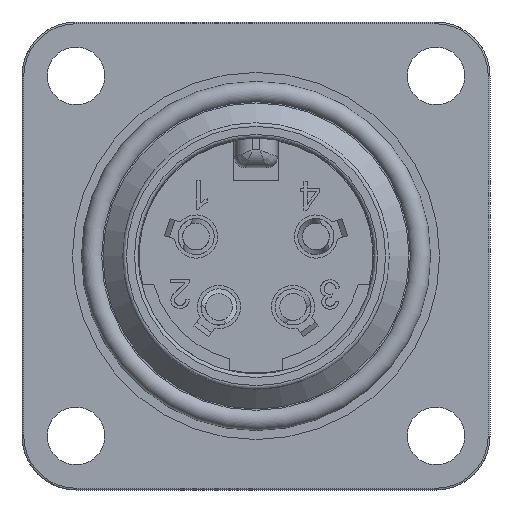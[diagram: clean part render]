
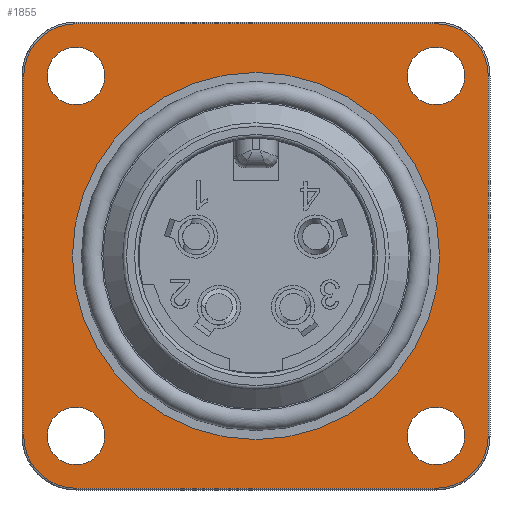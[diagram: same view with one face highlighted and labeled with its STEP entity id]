
A CAD part, left-side view. The second image highlights one B-rep face of the part: STEP entity #1855.
In plain terms, the highlighted planar face has unit normal (-1, 0, 0).
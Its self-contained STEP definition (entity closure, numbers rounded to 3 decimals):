
#1309=LINE('',#6036,#1568);
#1314=LINE('',#6064,#1573);
#1323=LINE('',#6085,#1582);
#1324=LINE('',#6089,#1583);
#1568=VECTOR('',#5127,1.);
#1573=VECTOR('',#5148,1.);
#1582=VECTOR('',#5171,1.);
#1583=VECTOR('',#5176,1.);
#1855=ADVANCED_FACE('',(#2208,#2209,#2210,#2211,#2212,#2213),#2053,.T.);
#2053=PLANE('',#4760);
#2208=FACE_BOUND('',#2375,.T.);
#2209=FACE_BOUND('',#2376,.T.);
#2210=FACE_BOUND('',#2377,.T.);
#2211=FACE_BOUND('',#2378,.T.);
#2212=FACE_BOUND('',#2379,.T.);
#2213=FACE_BOUND('',#2380,.T.);
#2375=EDGE_LOOP('',(#2750));
#2376=EDGE_LOOP('',(#2751));
#2377=EDGE_LOOP('',(#2752));
#2378=EDGE_LOOP('',(#2753));
#2379=EDGE_LOOP('',(#2754));
#2380=EDGE_LOOP('',(#2755,#2756,#2757,#2758,#2759,#2760,#2761,#2762));
#2750=ORIENTED_EDGE('',*,*,#4070,.T.);
#2751=ORIENTED_EDGE('',*,*,#4073,.T.);
#2752=ORIENTED_EDGE('',*,*,#4076,.T.);
#2753=ORIENTED_EDGE('',*,*,#4079,.T.);
#2754=ORIENTED_EDGE('',*,*,#4082,.T.);
#2755=ORIENTED_EDGE('',*,*,#4122,.T.);
#2756=ORIENTED_EDGE('',*,*,#4099,.T.);
#2757=ORIENTED_EDGE('',*,*,#4101,.T.);
#2758=ORIENTED_EDGE('',*,*,#4110,.T.);
#2759=ORIENTED_EDGE('',*,*,#4111,.T.);
#2760=ORIENTED_EDGE('',*,*,#4092,.T.);
#2761=ORIENTED_EDGE('',*,*,#4124,.T.);
#2762=ORIENTED_EDGE('',*,*,#4125,.T.);
#3701=VERTEX_POINT('',#5942);
#3704=VERTEX_POINT('',#5950);
#3707=VERTEX_POINT('',#5958);
#3710=VERTEX_POINT('',#5966);
#3713=VERTEX_POINT('',#5974);
#3723=VERTEX_POINT('',#6000);
#3724=VERTEX_POINT('',#6002);
#3729=VERTEX_POINT('',#6023);
#3730=VERTEX_POINT('',#6025);
#3731=VERTEX_POINT('',#6037);
#3736=VERTEX_POINT('',#6053);
#3742=VERTEX_POINT('',#6086);
#3743=VERTEX_POINT('',#6090);
#4070=EDGE_CURVE('',#3701,#3701,#4581,.T.);
#4073=EDGE_CURVE('',#3704,#3704,#4584,.T.);
#4076=EDGE_CURVE('',#3707,#3707,#4587,.T.);
#4079=EDGE_CURVE('',#3710,#3710,#4590,.T.);
#4082=EDGE_CURVE('',#3713,#3713,#4593,.T.);
#4092=EDGE_CURVE('',#3724,#3723,#4603,.T.);
#4099=EDGE_CURVE('',#3730,#3729,#4608,.T.);
#4101=EDGE_CURVE('',#3729,#3731,#1309,.T.);
#4110=EDGE_CURVE('',#3731,#3736,#4614,.T.);
#4111=EDGE_CURVE('',#3736,#3724,#1314,.T.);
#4122=EDGE_CURVE('',#3742,#3730,#1323,.T.);
#4124=EDGE_CURVE('',#3723,#3743,#1324,.T.);
#4125=EDGE_CURVE('',#3743,#3742,#4618,.T.);
#4581=CIRCLE('',#4697,1.6);
#4584=CIRCLE('',#4702,1.6);
#4587=CIRCLE('',#4707,1.6);
#4590=CIRCLE('',#4712,1.6);
#4593=CIRCLE('',#4717,10.2);
#4603=CIRCLE('',#4734,2.9);
#4608=CIRCLE('',#4740,2.9);
#4614=CIRCLE('',#4749,2.9);
#4618=CIRCLE('',#4759,2.9);
#4697=AXIS2_PLACEMENT_3D('',#5941,#5035,#5036);
#4702=AXIS2_PLACEMENT_3D('',#5949,#5045,#5046);
#4707=AXIS2_PLACEMENT_3D('',#5957,#5055,#5056);
#4712=AXIS2_PLACEMENT_3D('',#5965,#5065,#5066);
#4717=AXIS2_PLACEMENT_3D('',#5973,#5075,#5076);
#4734=AXIS2_PLACEMENT_3D('',#6001,#5109,#5110);
#4740=AXIS2_PLACEMENT_3D('',#6024,#5123,#5124);
#4749=AXIS2_PLACEMENT_3D('',#6054,#5146,#5147);
#4759=AXIS2_PLACEMENT_3D('',#6091,#5177,#5178);
#4760=AXIS2_PLACEMENT_3D('',#6092,#5179,#5180);
#5035=DIRECTION('',(1.,0.,0.));
#5036=DIRECTION('',(0.,-0.998,-0.058));
#5045=DIRECTION('',(1.,0.,0.));
#5046=DIRECTION('',(0.,-0.998,-0.058));
#5055=DIRECTION('',(1.,0.,0.));
#5056=DIRECTION('',(0.,-0.998,-0.058));
#5065=DIRECTION('',(1.,0.,0.));
#5066=DIRECTION('',(0.,-0.998,-0.058));
#5075=DIRECTION('',(1.,0.,0.));
#5076=DIRECTION('',(0.,0.,1.));
#5109=DIRECTION('',(-1.,0.,0.));
#5110=DIRECTION('',(0.,0.,1.));
#5123=DIRECTION('',(-1.,0.,0.));
#5124=DIRECTION('',(0.,0.,-1.));
#5127=DIRECTION('',(0.,0.,1.));
#5146=DIRECTION('',(-1.,0.,0.));
#5147=DIRECTION('',(0.,-1.,0.));
#5148=DIRECTION('',(0.,1.,0.));
#5171=DIRECTION('',(0.,-1.,0.));
#5176=DIRECTION('',(0.,0.,-1.));
#5177=DIRECTION('',(-1.,0.,0.));
#5178=DIRECTION('',(0.,1.,0.));
#5179=DIRECTION('',(-1.,0.,0.));
#5180=DIRECTION('',(0.,0.,1.));
#5941=CARTESIAN_POINT('',(-2.,10.,-10.));
#5942=CARTESIAN_POINT('',(-2.,8.403,-10.092));
#5949=CARTESIAN_POINT('',(-2.,-10.,-10.));
#5950=CARTESIAN_POINT('',(-2.,-11.597,-10.092));
#5957=CARTESIAN_POINT('',(-2.,10.,10.));
#5958=CARTESIAN_POINT('',(-2.,8.403,9.908));
#5965=CARTESIAN_POINT('',(-2.,-10.,10.));
#5966=CARTESIAN_POINT('',(-2.,-11.597,9.908));
#5973=CARTESIAN_POINT('',(-2.,0.,0.));
#5974=CARTESIAN_POINT('',(-2.,0.,10.2));
#6000=CARTESIAN_POINT('',(-2.,12.9,10.));
#6001=CARTESIAN_POINT('',(-2.,10.,10.));
#6002=CARTESIAN_POINT('',(-2.,10.,12.9));
#6023=CARTESIAN_POINT('',(-2.,-12.9,-10.));
#6024=CARTESIAN_POINT('',(-2.,-10.,-10.));
#6025=CARTESIAN_POINT('',(-2.,-10.,-12.9));
#6036=CARTESIAN_POINT('',(-2.,-12.9,-10.));
#6037=CARTESIAN_POINT('',(-2.,-12.9,10.));
#6053=CARTESIAN_POINT('',(-2.,-10.,12.9));
#6054=CARTESIAN_POINT('',(-2.,-10.,10.));
#6064=CARTESIAN_POINT('',(-2.,-10.,12.9));
#6085=CARTESIAN_POINT('',(-2.,10.,-12.9));
#6086=CARTESIAN_POINT('',(-2.,10.,-12.9));
#6089=CARTESIAN_POINT('',(-2.,12.9,10.));
#6090=CARTESIAN_POINT('',(-2.,12.9,-10.));
#6091=CARTESIAN_POINT('',(-2.,10.,-10.));
#6092=CARTESIAN_POINT('',(-2.,-13.65,-13.65));
